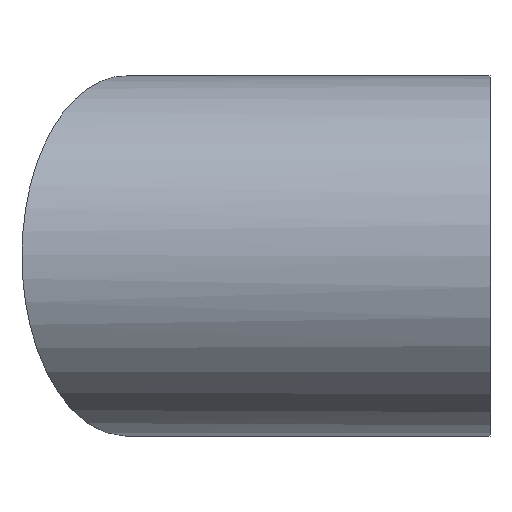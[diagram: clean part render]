
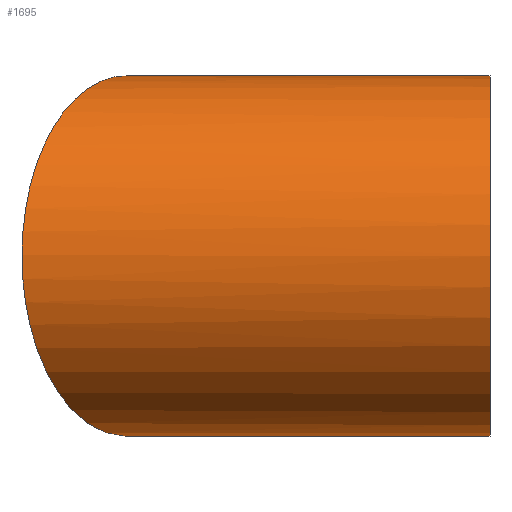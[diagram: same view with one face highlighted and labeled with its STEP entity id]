
A CAD part, left-side view. The second image highlights one B-rep face of the part: STEP entity #1695.
In plain terms, the highlighted cylindrical face has radius 70 mm (diameter 140 mm), a full revolution.
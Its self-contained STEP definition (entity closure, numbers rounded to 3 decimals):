
#1695 = ADVANCED_FACE( '', ( #3706, #3707 ), #3708, .T. );
#3706 = FACE_OUTER_BOUND( '', #6040, .T. );
#3707 = FACE_OUTER_BOUND( '', #6041, .T. );
#3708 = CYLINDRICAL_SURFACE( '', #6042, 70. );
#6040 = EDGE_LOOP( '', ( #11258 ) );
#6041 = EDGE_LOOP( '', ( #11259 ) );
#6042 = AXIS2_PLACEMENT_3D( '', #11260, #11261, #11262 );
#11258 = ORIENTED_EDGE( '', *, *, #14474, .T. );
#11259 = ORIENTED_EDGE( '', *, *, #14511, .F. );
#11260 = CARTESIAN_POINT( '', ( 0., 0., 0. ) );
#11261 = DIRECTION( '', ( 0., 1., 0. ) );
#11262 = DIRECTION( '', ( 0., 0., -1. ) );
#14474 = EDGE_CURVE( '', #17918, #17918, #17919, .F. );
#14511 = EDGE_CURVE( '', #17978, #17978, #17979, .T. );
#17918 = VERTEX_POINT( '', #22755 );
#17919 = ELLIPSE( '', #22756, 80.829, 70. );
#17978 = VERTEX_POINT( '', #22842 );
#17979 = CIRCLE( '', #22843, 70. );
#22755 = CARTESIAN_POINT( '', ( 70., 101.039, 0. ) );
#22756 = AXIS2_PLACEMENT_3D( '', #26753, #26754, #26755 );
#22842 = CARTESIAN_POINT( '', ( 0., 0., -70. ) );
#22843 = AXIS2_PLACEMENT_3D( '', #26783, #26784, #26785 );
#26753 = CARTESIAN_POINT( '', ( 0., 141.454, 0. ) );
#26754 = DIRECTION( '', ( 0.5, 0.866, 0. ) );
#26755 = DIRECTION( '', ( 0.866, -0.5, 0. ) );
#26783 = CARTESIAN_POINT( '', ( 0., 0., 0. ) );
#26784 = DIRECTION( '', ( 0., -1., 0. ) );
#26785 = DIRECTION( '', ( 0., 0., -1. ) );
